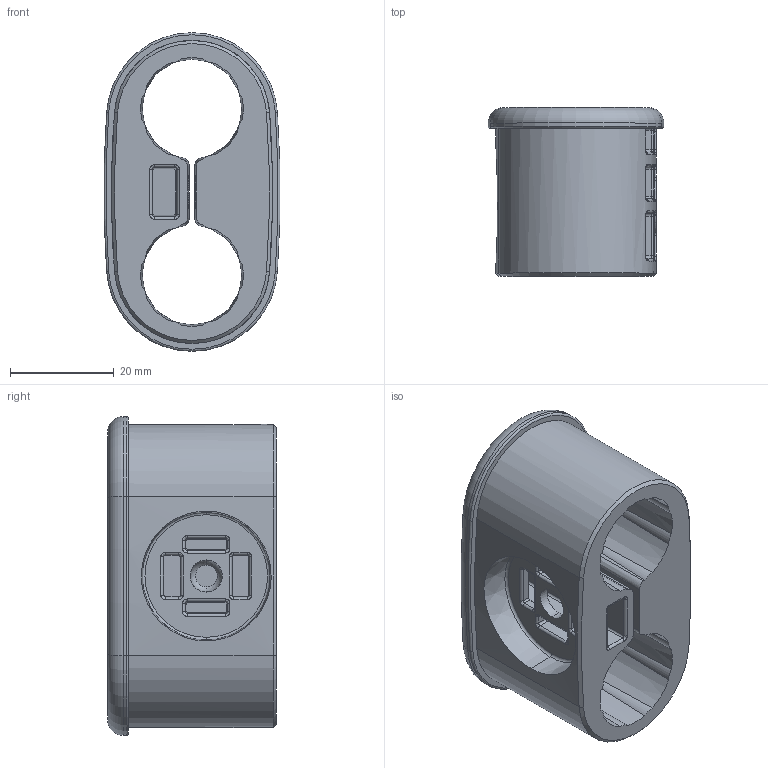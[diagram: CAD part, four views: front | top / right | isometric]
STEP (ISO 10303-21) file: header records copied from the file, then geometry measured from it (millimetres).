
FILE_DESCRIPTION((''),'2;1');
FILE_NAME('CFT-B01-014','2018-08-21T',('Administrator'),(''),'PRO/ENGINEER BY PARAMETRIC TECHNOLOGY CORPORATION, 2005030','PRO/ENGINEER BY PARAMETRIC TECHNOLOGY CORPORATION, 2005030','');
FILE_SCHEMA(('CONFIG_CONTROL_DESIGN'));
Length unit declared in the file: millimetre
Products named in the file (1): CFT-B01-014
Bounding box: 33.88 x 32.5 x 61.4 mm (x, y, z)
Volume: 24196.5 mm3; surface area: 14756.7 mm2
Topology: 1 solids, 1 shells, 537 faces, 1195 edges, 668 vertices
Faces by surface type: cylinder 192, bspline 148, plane 82, sphere 65, cone 30, torus 20
Entity records: 22214 total; most frequent: CARTESIAN_POINT 11438, ORIENTED_EDGE 2386, DIRECTION 2050, EDGE_CURVE 1193, AXIS2_PLACEMENT_3D 850, VERTEX_POINT 668, EDGE_LOOP 557, FACE_OUTER_BOUND 537
